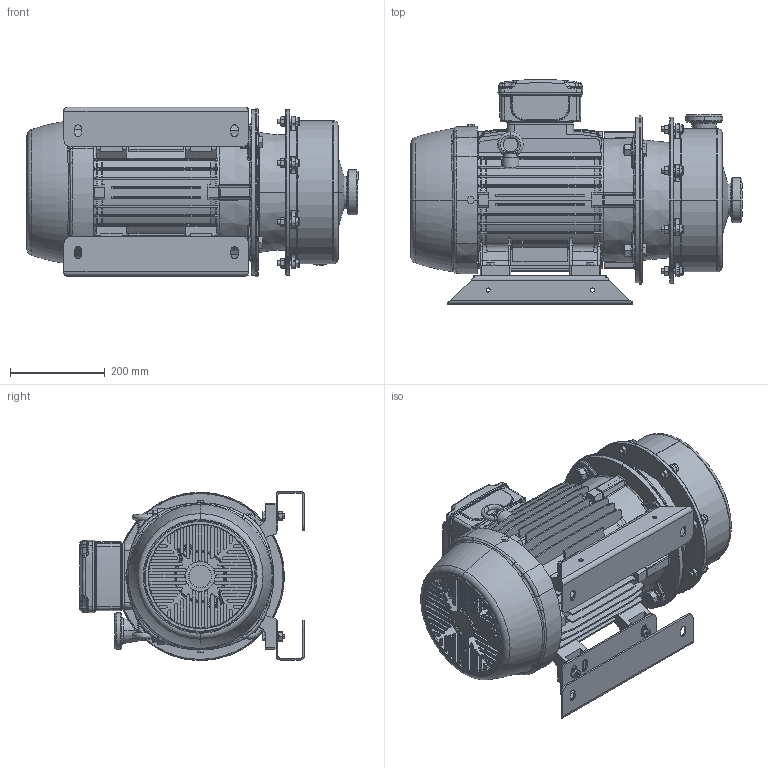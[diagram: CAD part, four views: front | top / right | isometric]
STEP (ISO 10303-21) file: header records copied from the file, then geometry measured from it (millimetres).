
FILE_DESCRIPTION (( 'STEP AP203' ), '1' );
FILE_NAME ('Ýëåêòðîíàñîñíûé àãðåãàò ÎÍÖ 25_80Ê5_15,0_2.STEP', '2019-01-18T08:52:15', ( '' ), ( '' ), 'SwSTEP 2.0', 'SolidWorks 2016', '' );
FILE_SCHEMA (( 'CONFIG_CONTROL_DESIGN' ));
Length unit declared in the file: millimetre
Products named in the file (77): Êàñòðþëÿ (1) 25_80; Áîëò Ì16; Áîëò Ì10 (äë); 婜縺蹞 25_80; ﾘ琺矜; 砐鳱鍱 25_80 (Dy50); 160M_TOP; Ãàéêà Ì16; ﾘ琺矜 (ﾌ16); Ëàïà äëÿ àãðåãàòîâ ìîùíîñòåé 15 è 18.5 êÂò - 17.00.010-04 -ëåâàÿ; Ãàéêà; Îòâîä 25_80; 砐鳱鍱 25_80 (Dy65); Ôëàíåö ôîíàðÿ 25_80; Ýëåêòðîíàñîñíûé àãðåãàò ÎÍÖ 25_80Ê5_15,0_2; Êàñòðþëÿ (2) 25_80; 扻錪犩 25_80; Ëàïà äëÿ àãðåãàòîâ ìîùíîñòåé 15 è 18.5 êÂò - 17.00.010-04-ïðàâàÿ
Assembly tree (59 placements, depth 2):
  Áîëò Ì16
  Áîëò Ì10 (äë)
  ﾘ琺矜
  Áîëò Ì16
  砐鳱鍱 25_80 (Dy50)
Bounding box: 700.45 x 474.42 x 357.3 mm (x, y, z)
Volume: 34928417 mm3; surface area: 2492290.6 mm2
Topology: 59 solids, 59 shells, 3286 faces, 8184 edges, 5026 vertices
Faces by surface type: plane 1171, cylinder 840, cone 581, torus 378, bspline 294, sphere 22
Entity records: 103438 total; most frequent: CARTESIAN_POINT 34970, ORIENTED_EDGE 13240, DIRECTION 12512, EDGE_CURVE 6620, AXIS2_PLACEMENT_3D 4878, VERTEX_POINT 4138, EDGE_LOOP 2770, VECTOR 2756
